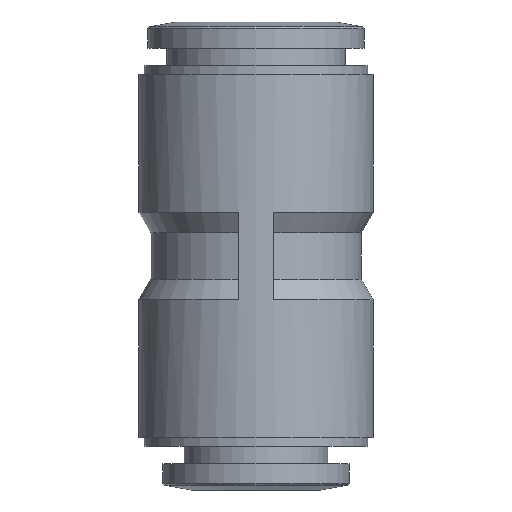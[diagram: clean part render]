
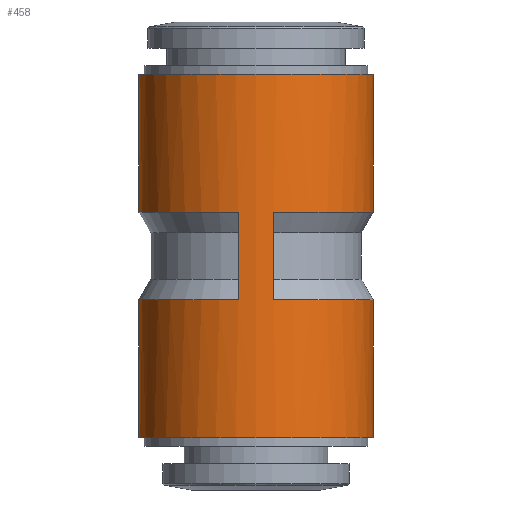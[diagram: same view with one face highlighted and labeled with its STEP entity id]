
A CAD part, left-side view. The second image highlights one B-rep face of the part: STEP entity #458.
In plain terms, the highlighted cylindrical face has radius 12.5 mm (diameter 25 mm), a full revolution.
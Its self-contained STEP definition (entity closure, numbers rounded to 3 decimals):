
#42=LINE('',#827,#50);
#43=LINE('',#828,#51);
#44=LINE('',#831,#52);
#45=LINE('',#832,#53);
#50=VECTOR('',#663,1000.);
#51=VECTOR('',#664,1000.);
#52=VECTOR('',#667,1000.);
#53=VECTOR('',#668,1000.);
#62=CYLINDRICAL_SURFACE('',#534,12.5);
#134=ORIENTED_EDGE('',*,*,#213,.T.);
#135=ORIENTED_EDGE('',*,*,#180,.T.);
#136=ORIENTED_EDGE('',*,*,#214,.F.);
#137=ORIENTED_EDGE('',*,*,#191,.F.);
#138=ORIENTED_EDGE('',*,*,#215,.T.);
#139=ORIENTED_EDGE('',*,*,#176,.T.);
#140=ORIENTED_EDGE('',*,*,#216,.F.);
#141=ORIENTED_EDGE('',*,*,#188,.F.);
#142=ORIENTED_EDGE('',*,*,#217,.T.);
#143=ORIENTED_EDGE('',*,*,#212,.F.);
#176=EDGE_CURVE('',#227,#226,#267,.T.);
#180=EDGE_CURVE('',#231,#230,#269,.T.);
#188=EDGE_CURVE('',#236,#237,#272,.T.);
#191=EDGE_CURVE('',#238,#239,#273,.T.);
#212=EDGE_CURVE('',#258,#258,#292,.T.);
#213=EDGE_CURVE('',#238,#231,#42,.T.);
#214=EDGE_CURVE('',#239,#230,#43,.T.);
#215=EDGE_CURVE('',#259,#259,#293,.T.);
#216=EDGE_CURVE('',#237,#226,#44,.T.);
#217=EDGE_CURVE('',#236,#227,#45,.T.);
#226=VERTEX_POINT('',#712);
#227=VERTEX_POINT('',#714);
#230=VERTEX_POINT('',#727);
#231=VERTEX_POINT('',#729);
#236=VERTEX_POINT('',#748);
#237=VERTEX_POINT('',#749);
#238=VERTEX_POINT('',#760);
#239=VERTEX_POINT('',#761);
#258=VERTEX_POINT('',#825);
#259=VERTEX_POINT('',#830);
#267=CIRCLE('',#485,12.5);
#269=CIRCLE('',#488,12.5);
#272=CIRCLE('',#494,12.5);
#273=CIRCLE('',#496,12.5);
#292=CIRCLE('',#533,12.5);
#293=CIRCLE('',#535,12.5);
#342=EDGE_LOOP('',(#134,#135,#136,#137));
#343=EDGE_LOOP('',(#138));
#344=EDGE_LOOP('',(#139,#140,#141,#142));
#345=EDGE_LOOP('',(#143));
#406=FACE_BOUND('',#342,.T.);
#407=FACE_BOUND('',#343,.T.);
#408=FACE_BOUND('',#344,.T.);
#409=FACE_BOUND('',#345,.T.);
#458=ADVANCED_FACE('',(#406,#407,#408,#409),#62,.T.);
#485=AXIS2_PLACEMENT_3D('',#713,#559,#560);
#488=AXIS2_PLACEMENT_3D('',#728,#565,#566);
#494=AXIS2_PLACEMENT_3D('',#747,#581,#582);
#496=AXIS2_PLACEMENT_3D('',#759,#585,#586);
#533=AXIS2_PLACEMENT_3D('',#824,#659,#660);
#534=AXIS2_PLACEMENT_3D('',#826,#661,#662);
#535=AXIS2_PLACEMENT_3D('',#829,#665,#666);
#559=DIRECTION('',(0.,0.,-1.));
#560=DIRECTION('',(-1.,0.,0.));
#565=DIRECTION('',(0.,0.,-1.));
#566=DIRECTION('',(-1.,0.,0.));
#581=DIRECTION('',(0.,0.,-1.));
#582=DIRECTION('',(-1.,0.,0.));
#585=DIRECTION('',(0.,0.,-1.));
#586=DIRECTION('',(-1.,0.,0.));
#659=DIRECTION('',(0.,0.,-1.));
#660=DIRECTION('',(-1.,0.,0.));
#661=DIRECTION('',(0.,0.,-1.));
#662=DIRECTION('',(-1.,0.,0.));
#663=DIRECTION('',(0.,0.,-1.));
#664=DIRECTION('',(0.,0.,-1.));
#665=DIRECTION('',(0.,0.,-1.));
#666=DIRECTION('',(-1.,0.,0.));
#667=DIRECTION('',(0.,0.,-1.));
#668=DIRECTION('',(0.,0.,-1.));
#712=CARTESIAN_POINT('',(-12.359,-1.875,20.246));
#713=CARTESIAN_POINT('',(0.,0.,20.246));
#714=CARTESIAN_POINT('',(12.359,-1.875,20.246));
#727=CARTESIAN_POINT('',(12.359,1.875,20.246));
#728=CARTESIAN_POINT('',(0.,0.,20.246));
#729=CARTESIAN_POINT('',(-12.359,1.875,20.246));
#747=CARTESIAN_POINT('',(0.,0.,29.554));
#748=CARTESIAN_POINT('',(12.359,-1.875,29.554));
#749=CARTESIAN_POINT('',(-12.359,-1.875,29.554));
#759=CARTESIAN_POINT('',(0.,0.,29.554));
#760=CARTESIAN_POINT('',(-12.359,1.875,29.554));
#761=CARTESIAN_POINT('',(12.359,1.875,29.554));
#824=CARTESIAN_POINT('',(0.,0.,5.585));
#825=CARTESIAN_POINT('',(-12.5,0.,5.585));
#826=CARTESIAN_POINT('',(0.,0.,0.));
#827=CARTESIAN_POINT('',(-12.359,1.875,29.554));
#828=CARTESIAN_POINT('',(12.359,1.875,29.554));
#829=CARTESIAN_POINT('',(0.,0.,44.215));
#830=CARTESIAN_POINT('',(-12.5,0.,44.215));
#831=CARTESIAN_POINT('',(-12.359,-1.875,29.554));
#832=CARTESIAN_POINT('',(12.359,-1.875,29.554));
